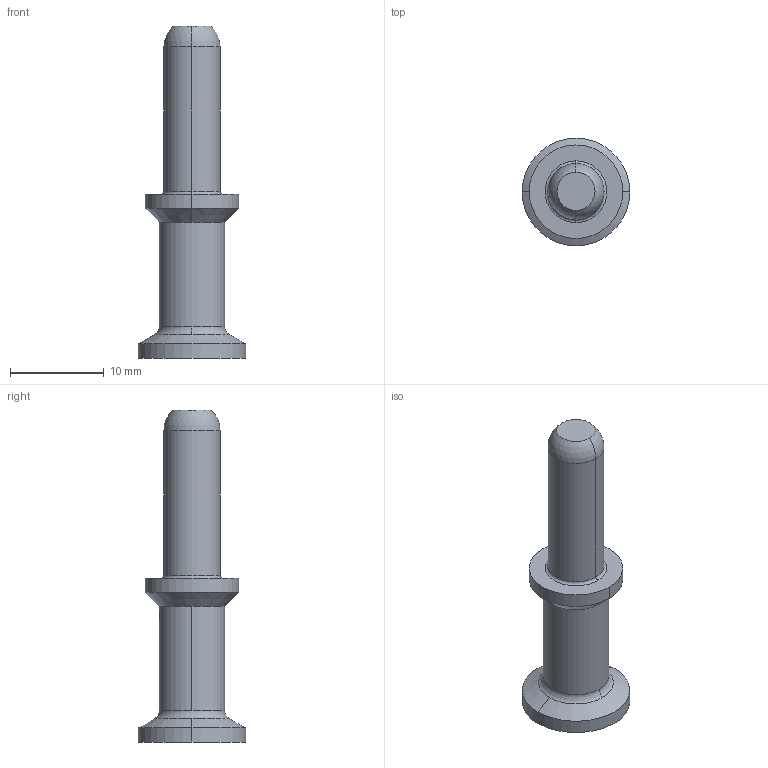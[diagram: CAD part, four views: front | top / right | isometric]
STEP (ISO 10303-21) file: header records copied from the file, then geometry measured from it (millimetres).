
FILE_DESCRIPTION(('Creo Elements/Direct Modeling STEP Export'),'2;1');
FILE_NAME('CX7MA_10.stp','2011-11-18T13:44:11',(''),(''),'Creo Elements/Direct Modeling STEP processor for AP214 (Solid Model)','Creo Elements/Direct Modeling 17.0C 05-Feb-2011 (C) Parametric Technology GmbH','');
FILE_SCHEMA(('AUTOMOTIVE_DESIGN { 1 0 10303 214 1 1 1 1 }'));
Length unit declared in the file: millimetre
Products named in the file (2): CX7MA_10
Assembly tree (1 placements, depth 2):
  CX7MA_10
    CX7MA_10
Bounding box: 11.5 x 11.5 x 35.5 mm (x, y, z)
Volume: 1151.2 mm3; surface area: 1202.2 mm2
Topology: 1 solids, 1 shells, 29 faces, 66 edges, 39 vertices
Faces by surface type: cylinder 12, cone 8, torus 4, plane 3, sphere 2
Entity records: 1263 total; most frequent: CARTESIAN_POINT 614, ORIENTED_EDGE 128, DIRECTION 126, EDGE_CURVE 64, AXIS2_PLACEMENT_3D 53, VERTEX_POINT 39, EDGE_LOOP 33, FACE_OUTER_BOUND 29
